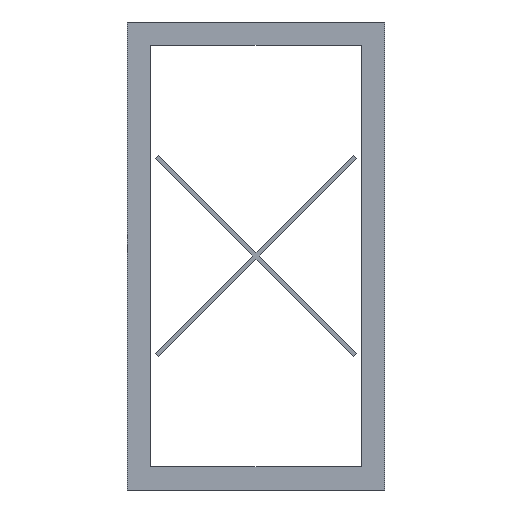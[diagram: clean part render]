
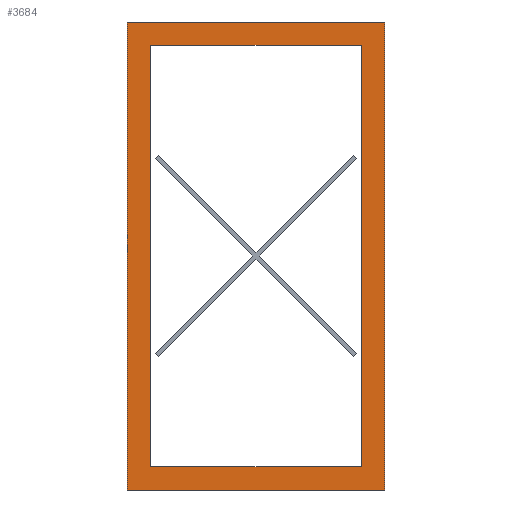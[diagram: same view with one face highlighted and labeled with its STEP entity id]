
A CAD part, front view. The second image highlights one B-rep face of the part: STEP entity #3684.
In plain terms, the highlighted planar face has unit normal (0, -1, 0).
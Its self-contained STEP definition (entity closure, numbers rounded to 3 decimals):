
#3684 = ADVANCED_FACE('',(#3685,#3804),#3699,.F.);
#3685 = FACE_BOUND('',#3686,.F.);
#3686 = EDGE_LOOP('',(#3687,#3722,#3750,#3778));
#3687 = ORIENTED_EDGE('',*,*,#3688,.F.);
#3688 = EDGE_CURVE('',#3689,#3691,#3693,.T.);
#3689 = VERTEX_POINT('',#3690);
#3690 = CARTESIAN_POINT('',(-55.,-5.,0.));
#3691 = VERTEX_POINT('',#3692);
#3692 = CARTESIAN_POINT('',(55.,-5.,0.));
#3693 = SURFACE_CURVE('',#3694,(#3698,#3710),.PCURVE_S1.);
#3694 = LINE('',#3695,#3696);
#3695 = CARTESIAN_POINT('',(-55.,-5.,0.));
#3696 = VECTOR('',#3697,1.);
#3697 = DIRECTION('',(1.,0.,0.));
#3698 = PCURVE('',#3699,#3704);
#3699 = PLANE('',#3700);
#3700 = AXIS2_PLACEMENT_3D('',#3701,#3702,#3703);
#3701 = CARTESIAN_POINT('',(-55.,-5.,0.));
#3702 = DIRECTION('',(0.,1.,0.));
#3703 = DIRECTION('',(0.,0.,1.));
#3704 = DEFINITIONAL_REPRESENTATION('',(#3705),#3709);
#3705 = LINE('',#3706,#3707);
#3706 = CARTESIAN_POINT('',(0.,0.));
#3707 = VECTOR('',#3708,1.);
#3708 = DIRECTION('',(0.,1.));
#3709 = ( GEOMETRIC_REPRESENTATION_CONTEXT(2) 
PARAMETRIC_REPRESENTATION_CONTEXT() REPRESENTATION_CONTEXT('2D SPACE',''
  ) );
#3710 = PCURVE('',#3711,#3716);
#3711 = PLANE('',#3712);
#3712 = AXIS2_PLACEMENT_3D('',#3713,#3714,#3715);
#3713 = CARTESIAN_POINT('',(-55.,-5.,0.));
#3714 = DIRECTION('',(0.,0.,1.));
#3715 = DIRECTION('',(1.,0.,0.));
#3716 = DEFINITIONAL_REPRESENTATION('',(#3717),#3721);
#3717 = LINE('',#3718,#3719);
#3718 = CARTESIAN_POINT('',(0.,0.));
#3719 = VECTOR('',#3720,1.);
#3720 = DIRECTION('',(1.,0.));
#3721 = ( GEOMETRIC_REPRESENTATION_CONTEXT(2) 
PARAMETRIC_REPRESENTATION_CONTEXT() REPRESENTATION_CONTEXT('2D SPACE',''
  ) );
#3722 = ORIENTED_EDGE('',*,*,#3723,.T.);
#3723 = EDGE_CURVE('',#3689,#3724,#3726,.T.);
#3724 = VERTEX_POINT('',#3725);
#3725 = CARTESIAN_POINT('',(-55.,-5.,200.));
#3726 = SURFACE_CURVE('',#3727,(#3731,#3738),.PCURVE_S1.);
#3727 = LINE('',#3728,#3729);
#3728 = CARTESIAN_POINT('',(-55.,-5.,0.));
#3729 = VECTOR('',#3730,1.);
#3730 = DIRECTION('',(0.,0.,1.));
#3731 = PCURVE('',#3699,#3732);
#3732 = DEFINITIONAL_REPRESENTATION('',(#3733),#3737);
#3733 = LINE('',#3734,#3735);
#3734 = CARTESIAN_POINT('',(0.,0.));
#3735 = VECTOR('',#3736,1.);
#3736 = DIRECTION('',(1.,0.));
#3737 = ( GEOMETRIC_REPRESENTATION_CONTEXT(2) 
PARAMETRIC_REPRESENTATION_CONTEXT() REPRESENTATION_CONTEXT('2D SPACE',''
  ) );
#3738 = PCURVE('',#3739,#3744);
#3739 = PLANE('',#3740);
#3740 = AXIS2_PLACEMENT_3D('',#3741,#3742,#3743);
#3741 = CARTESIAN_POINT('',(-55.,-5.,0.));
#3742 = DIRECTION('',(1.,0.,0.));
#3743 = DIRECTION('',(0.,0.,1.));
#3744 = DEFINITIONAL_REPRESENTATION('',(#3745),#3749);
#3745 = LINE('',#3746,#3747);
#3746 = CARTESIAN_POINT('',(0.,0.));
#3747 = VECTOR('',#3748,1.);
#3748 = DIRECTION('',(1.,0.));
#3749 = ( GEOMETRIC_REPRESENTATION_CONTEXT(2) 
PARAMETRIC_REPRESENTATION_CONTEXT() REPRESENTATION_CONTEXT('2D SPACE',''
  ) );
#3750 = ORIENTED_EDGE('',*,*,#3751,.F.);
#3751 = EDGE_CURVE('',#3752,#3724,#3754,.T.);
#3752 = VERTEX_POINT('',#3753);
#3753 = CARTESIAN_POINT('',(55.,-5.,200.));
#3754 = SURFACE_CURVE('',#3755,(#3759,#3766),.PCURVE_S1.);
#3755 = LINE('',#3756,#3757);
#3756 = CARTESIAN_POINT('',(55.,-5.,200.));
#3757 = VECTOR('',#3758,1.);
#3758 = DIRECTION('',(-1.,0.,0.));
#3759 = PCURVE('',#3699,#3760);
#3760 = DEFINITIONAL_REPRESENTATION('',(#3761),#3765);
#3761 = LINE('',#3762,#3763);
#3762 = CARTESIAN_POINT('',(200.,110.));
#3763 = VECTOR('',#3764,1.);
#3764 = DIRECTION('',(0.,-1.));
#3765 = ( GEOMETRIC_REPRESENTATION_CONTEXT(2) 
PARAMETRIC_REPRESENTATION_CONTEXT() REPRESENTATION_CONTEXT('2D SPACE',''
  ) );
#3766 = PCURVE('',#3767,#3772);
#3767 = PLANE('',#3768);
#3768 = AXIS2_PLACEMENT_3D('',#3769,#3770,#3771);
#3769 = CARTESIAN_POINT('',(-55.,-5.,200.));
#3770 = DIRECTION('',(0.,0.,1.));
#3771 = DIRECTION('',(1.,0.,0.));
#3772 = DEFINITIONAL_REPRESENTATION('',(#3773),#3777);
#3773 = LINE('',#3774,#3775);
#3774 = CARTESIAN_POINT('',(110.,0.));
#3775 = VECTOR('',#3776,1.);
#3776 = DIRECTION('',(-1.,0.));
#3777 = ( GEOMETRIC_REPRESENTATION_CONTEXT(2) 
PARAMETRIC_REPRESENTATION_CONTEXT() REPRESENTATION_CONTEXT('2D SPACE',''
  ) );
#3778 = ORIENTED_EDGE('',*,*,#3779,.F.);
#3779 = EDGE_CURVE('',#3691,#3752,#3780,.T.);
#3780 = SURFACE_CURVE('',#3781,(#3785,#3792),.PCURVE_S1.);
#3781 = LINE('',#3782,#3783);
#3782 = CARTESIAN_POINT('',(55.,-5.,0.));
#3783 = VECTOR('',#3784,1.);
#3784 = DIRECTION('',(0.,0.,1.));
#3785 = PCURVE('',#3699,#3786);
#3786 = DEFINITIONAL_REPRESENTATION('',(#3787),#3791);
#3787 = LINE('',#3788,#3789);
#3788 = CARTESIAN_POINT('',(0.,110.));
#3789 = VECTOR('',#3790,1.);
#3790 = DIRECTION('',(1.,0.));
#3791 = ( GEOMETRIC_REPRESENTATION_CONTEXT(2) 
PARAMETRIC_REPRESENTATION_CONTEXT() REPRESENTATION_CONTEXT('2D SPACE',''
  ) );
#3792 = PCURVE('',#3793,#3798);
#3793 = PLANE('',#3794);
#3794 = AXIS2_PLACEMENT_3D('',#3795,#3796,#3797);
#3795 = CARTESIAN_POINT('',(55.,-5.,0.));
#3796 = DIRECTION('',(1.,0.,0.));
#3797 = DIRECTION('',(0.,0.,1.));
#3798 = DEFINITIONAL_REPRESENTATION('',(#3799),#3803);
#3799 = LINE('',#3800,#3801);
#3800 = CARTESIAN_POINT('',(0.,0.));
#3801 = VECTOR('',#3802,1.);
#3802 = DIRECTION('',(1.,0.));
#3803 = ( GEOMETRIC_REPRESENTATION_CONTEXT(2) 
PARAMETRIC_REPRESENTATION_CONTEXT() REPRESENTATION_CONTEXT('2D SPACE',''
  ) );
#3804 = FACE_BOUND('',#3805,.F.);
#3805 = EDGE_LOOP('',(#3806,#3836,#3864,#3892));
#3806 = ORIENTED_EDGE('',*,*,#3807,.T.);
#3807 = EDGE_CURVE('',#3808,#3810,#3812,.T.);
#3808 = VERTEX_POINT('',#3809);
#3809 = CARTESIAN_POINT('',(-45.,-5.,10.));
#3810 = VERTEX_POINT('',#3811);
#3811 = CARTESIAN_POINT('',(45.,-5.,10.));
#3812 = SURFACE_CURVE('',#3813,(#3817,#3824),.PCURVE_S1.);
#3813 = LINE('',#3814,#3815);
#3814 = CARTESIAN_POINT('',(-50.,-5.,10.));
#3815 = VECTOR('',#3816,1.);
#3816 = DIRECTION('',(1.,0.,0.));
#3817 = PCURVE('',#3699,#3818);
#3818 = DEFINITIONAL_REPRESENTATION('',(#3819),#3823);
#3819 = LINE('',#3820,#3821);
#3820 = CARTESIAN_POINT('',(10.,5.));
#3821 = VECTOR('',#3822,1.);
#3822 = DIRECTION('',(0.,1.));
#3823 = ( GEOMETRIC_REPRESENTATION_CONTEXT(2) 
PARAMETRIC_REPRESENTATION_CONTEXT() REPRESENTATION_CONTEXT('2D SPACE',''
  ) );
#3824 = PCURVE('',#3825,#3830);
#3825 = PLANE('',#3826);
#3826 = AXIS2_PLACEMENT_3D('',#3827,#3828,#3829);
#3827 = CARTESIAN_POINT('',(-50.,-5.,10.));
#3828 = DIRECTION('',(0.,0.,1.));
#3829 = DIRECTION('',(1.,0.,0.));
#3830 = DEFINITIONAL_REPRESENTATION('',(#3831),#3835);
#3831 = LINE('',#3832,#3833);
#3832 = CARTESIAN_POINT('',(0.,0.));
#3833 = VECTOR('',#3834,1.);
#3834 = DIRECTION('',(1.,0.));
#3835 = ( GEOMETRIC_REPRESENTATION_CONTEXT(2) 
PARAMETRIC_REPRESENTATION_CONTEXT() REPRESENTATION_CONTEXT('2D SPACE',''
  ) );
#3836 = ORIENTED_EDGE('',*,*,#3837,.T.);
#3837 = EDGE_CURVE('',#3810,#3838,#3840,.T.);
#3838 = VERTEX_POINT('',#3839);
#3839 = CARTESIAN_POINT('',(45.,-5.,190.));
#3840 = SURFACE_CURVE('',#3841,(#3845,#3852),.PCURVE_S1.);
#3841 = LINE('',#3842,#3843);
#3842 = CARTESIAN_POINT('',(45.,-5.,0.));
#3843 = VECTOR('',#3844,1.);
#3844 = DIRECTION('',(0.,0.,1.));
#3845 = PCURVE('',#3699,#3846);
#3846 = DEFINITIONAL_REPRESENTATION('',(#3847),#3851);
#3847 = LINE('',#3848,#3849);
#3848 = CARTESIAN_POINT('',(0.,100.));
#3849 = VECTOR('',#3850,1.);
#3850 = DIRECTION('',(1.,0.));
#3851 = ( GEOMETRIC_REPRESENTATION_CONTEXT(2) 
PARAMETRIC_REPRESENTATION_CONTEXT() REPRESENTATION_CONTEXT('2D SPACE',''
  ) );
#3852 = PCURVE('',#3853,#3858);
#3853 = PLANE('',#3854);
#3854 = AXIS2_PLACEMENT_3D('',#3855,#3856,#3857);
#3855 = CARTESIAN_POINT('',(45.,-5.,0.));
#3856 = DIRECTION('',(1.,0.,0.));
#3857 = DIRECTION('',(0.,0.,1.));
#3858 = DEFINITIONAL_REPRESENTATION('',(#3859),#3863);
#3859 = LINE('',#3860,#3861);
#3860 = CARTESIAN_POINT('',(0.,0.));
#3861 = VECTOR('',#3862,1.);
#3862 = DIRECTION('',(1.,0.));
#3863 = ( GEOMETRIC_REPRESENTATION_CONTEXT(2) 
PARAMETRIC_REPRESENTATION_CONTEXT() REPRESENTATION_CONTEXT('2D SPACE',''
  ) );
#3864 = ORIENTED_EDGE('',*,*,#3865,.F.);
#3865 = EDGE_CURVE('',#3866,#3838,#3868,.T.);
#3866 = VERTEX_POINT('',#3867);
#3867 = CARTESIAN_POINT('',(-45.,-5.,190.));
#3868 = SURFACE_CURVE('',#3869,(#3873,#3880),.PCURVE_S1.);
#3869 = LINE('',#3870,#3871);
#3870 = CARTESIAN_POINT('',(-50.,-5.,190.));
#3871 = VECTOR('',#3872,1.);
#3872 = DIRECTION('',(1.,0.,0.));
#3873 = PCURVE('',#3699,#3874);
#3874 = DEFINITIONAL_REPRESENTATION('',(#3875),#3879);
#3875 = LINE('',#3876,#3877);
#3876 = CARTESIAN_POINT('',(190.,5.));
#3877 = VECTOR('',#3878,1.);
#3878 = DIRECTION('',(0.,1.));
#3879 = ( GEOMETRIC_REPRESENTATION_CONTEXT(2) 
PARAMETRIC_REPRESENTATION_CONTEXT() REPRESENTATION_CONTEXT('2D SPACE',''
  ) );
#3880 = PCURVE('',#3881,#3886);
#3881 = PLANE('',#3882);
#3882 = AXIS2_PLACEMENT_3D('',#3883,#3884,#3885);
#3883 = CARTESIAN_POINT('',(-50.,-5.,190.));
#3884 = DIRECTION('',(0.,0.,1.));
#3885 = DIRECTION('',(1.,0.,0.));
#3886 = DEFINITIONAL_REPRESENTATION('',(#3887),#3891);
#3887 = LINE('',#3888,#3889);
#3888 = CARTESIAN_POINT('',(0.,0.));
#3889 = VECTOR('',#3890,1.);
#3890 = DIRECTION('',(1.,0.));
#3891 = ( GEOMETRIC_REPRESENTATION_CONTEXT(2) 
PARAMETRIC_REPRESENTATION_CONTEXT() REPRESENTATION_CONTEXT('2D SPACE',''
  ) );
#3892 = ORIENTED_EDGE('',*,*,#3893,.F.);
#3893 = EDGE_CURVE('',#3808,#3866,#3894,.T.);
#3894 = SURFACE_CURVE('',#3895,(#3899,#3906),.PCURVE_S1.);
#3895 = LINE('',#3896,#3897);
#3896 = CARTESIAN_POINT('',(-45.,-5.,0.));
#3897 = VECTOR('',#3898,1.);
#3898 = DIRECTION('',(0.,0.,1.));
#3899 = PCURVE('',#3699,#3900);
#3900 = DEFINITIONAL_REPRESENTATION('',(#3901),#3905);
#3901 = LINE('',#3902,#3903);
#3902 = CARTESIAN_POINT('',(0.,10.));
#3903 = VECTOR('',#3904,1.);
#3904 = DIRECTION('',(1.,0.));
#3905 = ( GEOMETRIC_REPRESENTATION_CONTEXT(2) 
PARAMETRIC_REPRESENTATION_CONTEXT() REPRESENTATION_CONTEXT('2D SPACE',''
  ) );
#3906 = PCURVE('',#3907,#3912);
#3907 = PLANE('',#3908);
#3908 = AXIS2_PLACEMENT_3D('',#3909,#3910,#3911);
#3909 = CARTESIAN_POINT('',(-45.,-5.,0.));
#3910 = DIRECTION('',(1.,0.,0.));
#3911 = DIRECTION('',(0.,0.,1.));
#3912 = DEFINITIONAL_REPRESENTATION('',(#3913),#3917);
#3913 = LINE('',#3914,#3915);
#3914 = CARTESIAN_POINT('',(0.,0.));
#3915 = VECTOR('',#3916,1.);
#3916 = DIRECTION('',(1.,0.));
#3917 = ( GEOMETRIC_REPRESENTATION_CONTEXT(2) 
PARAMETRIC_REPRESENTATION_CONTEXT() REPRESENTATION_CONTEXT('2D SPACE',''
  ) );
